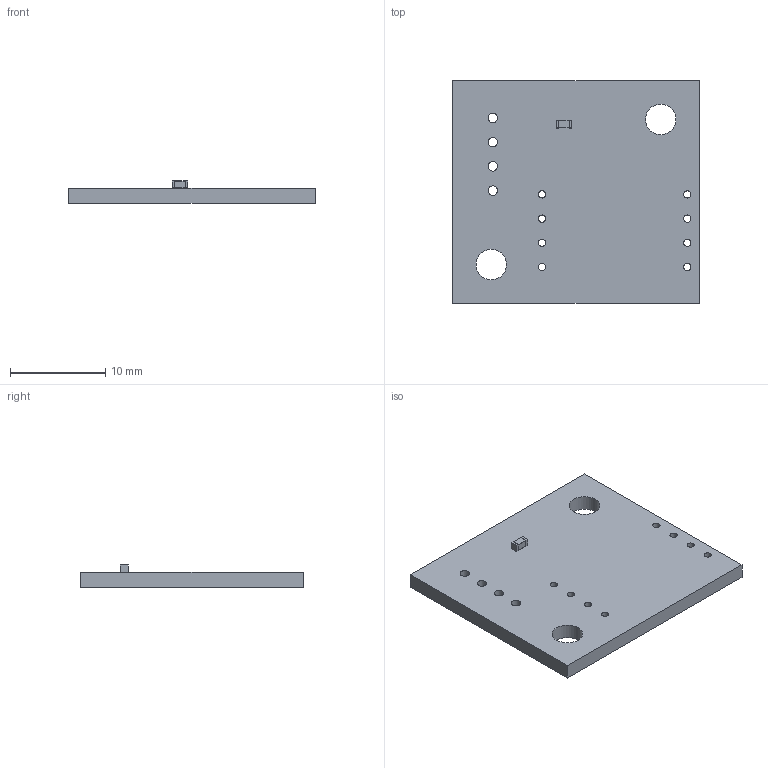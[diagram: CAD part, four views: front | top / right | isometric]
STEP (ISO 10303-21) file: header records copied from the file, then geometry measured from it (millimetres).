
FILE_DESCRIPTION(('FreeCAD Model'),'2;1');
FILE_NAME('pressure-sensor.step','2017-05-19T01:34:34',('kicad StepUp'),('ksu MCAD' ),'Open CASCADE STEP processor 6.8','FreeCAD','Unknown');
FILE_SCHEMA(('AUTOMOTIVE_DESIGN_CC2 { 1 2 10303 214 -1 1 5 4 }'));
Length unit declared in the file: millimetre
Products named in the file (4): ASSEMBLY; Pcb; ASSEMBLY_; C_0603_
Assembly tree (3 placements, depth 2):
  ASSEMBLY
    Pcb
    ASSEMBLY_
    C_0603_
Bounding box: 25.91 x 23.37 x 2.38 mm (x, y, z)
Volume: 933 mm3; surface area: 1411.9 mm2
Topology: 2 solids, 2 shells, 48 faces, 126 edges, 84 vertices
Faces by surface type: cylinder 26, plane 22
Full cylindrical faces by diameter (mm): 0.762 x8, 1 x4, 3.2 x2
Entity records: 1830 total; most frequent: DIRECTION 282, CARTESIAN_POINT 262, ORIENTED_EDGE 252, EDGE_CURVE 126, AXIS2_PLACEMENT_3D 104, VERTEX_POINT 84, FACE_BOUND 78, EDGE_LOOP 78
